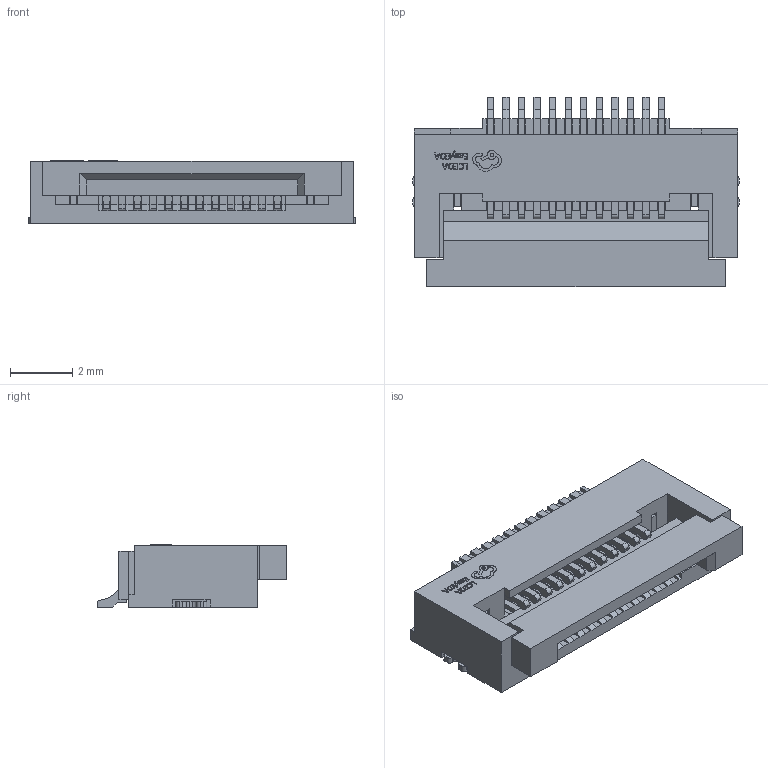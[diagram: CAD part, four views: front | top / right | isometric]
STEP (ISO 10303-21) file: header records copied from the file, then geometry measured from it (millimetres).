
FILE_DESCRIPTION(('FreeCAD Model'),'2;1');
FILE_NAME('Open CASCADE Shape Model','2025-10-30T00:35:40',(''),(''), 'Open CASCADE STEP processor 7.9','FreeCAD','Unknown');
FILE_SCHEMA(('AUTOMOTIVE_DESIGN { 1 0 10303 214 1 1 1 1 }'));
Length unit declared in the file: millimetre
Products named in the file (17): FPC-SMD_AFC01-S12FCA-00~FPC-SMD_AFC01-S12FCA-00~WwAV016; FPC-SMD_AFC01-S12FCA-00~FPC-SMD_AFC01-S12FCA-00~WwAV; FPC-SMD_AFC01-S12FCA-00~FPC-SMD_AFC01-S12FCA-00~WwAV001; FPC-SMD_AFC01-S12FCA-00~FPC-SMD_AFC01-S12FCA-00~WwAV002; FPC-SMD_AFC01-S12FCA-00~FPC-SMD_AFC01-S12FCA-00~WwAV003; FPC-SMD_AFC01-S12FCA-00~FPC-SMD_AFC01-S12FCA-00~WwAV004; FPC-SMD_AFC01-S12FCA-00~FPC-SMD_AFC01-S12FCA-00~WwAV005; FPC-SMD_AFC01-S12FCA-00~FPC-SMD_AFC01-S12FCA-00~WwAV006; FPC-SMD_AFC01-S12FCA-00~FPC-SMD_AFC01-S12FCA-00~WwAV007; FPC-SMD_AFC01-S12FCA-00~FPC-SMD_AFC01-S12FCA-00~WwAV008; FPC-SMD_AFC01-S12FCA-00~FPC-SMD_AFC01-S12FCA-00~WwAV009; FPC-SMD_AFC01-S12FCA-00~FPC-SMD_AFC01-S12FCA-00~WwAV010; FPC-SMD_AFC01-S12FCA-00~FPC-SMD_AFC01-S12FCA-00~WwAV011; FPC-SMD_AFC01-S12FCA-00~FPC-SMD_AFC01-S12FCA-00~WwAV012; FPC-SMD_AFC01-S12FCA-00~FPC-SMD_AFC01-S12FCA-00~WwAV013; FPC-SMD_AFC01-S12FCA-00~FPC-SMD_AFC01-S12FCA-00~WwAV014; FPC-SMD_AFC01-S12FCA-00~FPC-SMD_AFC01-S12FCA-00~WwAV015
Assembly tree (16 placements, depth 2):
  FPC-SMD_AFC01-S12FCA-00~FPC-SMD_AFC01-S12FCA-00~WwAV016
    FPC-SMD_AFC01-S12FCA-00~FPC-SMD_AFC01-S12FCA-00~WwAV
    FPC-SMD_AFC01-S12FCA-00~FPC-SMD_AFC01-S12FCA-00~WwAV001
    FPC-SMD_AFC01-S12FCA-00~FPC-SMD_AFC01-S12FCA-00~WwAV002
    FPC-SMD_AFC01-S12FCA-00~FPC-SMD_AFC01-S12FCA-00~WwAV003
    FPC-SMD_AFC01-S12FCA-00~FPC-SMD_AFC01-S12FCA-00~WwAV004
    FPC-SMD_AFC01-S12FCA-00~FPC-SMD_AFC01-S12FCA-00~WwAV005
    FPC-SMD_AFC01-S12FCA-00~FPC-SMD_AFC01-S12FCA-00~WwAV006
    FPC-SMD_AFC01-S12FCA-00~FPC-SMD_AFC01-S12FCA-00~WwAV007
    FPC-SMD_AFC01-S12FCA-00~FPC-SMD_AFC01-S12FCA-00~WwAV008
    FPC-SMD_AFC01-S12FCA-00~FPC-SMD_AFC01-S12FCA-00~WwAV009
    FPC-SMD_AFC01-S12FCA-00~FPC-SMD_AFC01-S12FCA-00~WwAV010
    FPC-SMD_AFC01-S12FCA-00~FPC-SMD_AFC01-S12FCA-00~WwAV011
    FPC-SMD_AFC01-S12FCA-00~FPC-SMD_AFC01-S12FCA-00~WwAV012
    FPC-SMD_AFC01-S12FCA-00~FPC-SMD_AFC01-S12FCA-00~WwAV013
    FPC-SMD_AFC01-S12FCA-00~FPC-SMD_AFC01-S12FCA-00~WwAV014
    FPC-SMD_AFC01-S12FCA-00~FPC-SMD_AFC01-S12FCA-00~WwAV015
Bounding box: 10.5 x 6.1 x 2.01 mm (x, y, z)
Volume: 71 mm3; surface area: 444.8 mm2
Topology: 16 solids, 16 shells, 1014 faces, 2870 edges, 1888 vertices
Faces by surface type: plane 784, bspline 146, cylinder 84
Entity records: 37650 total; most frequent: CARTESIAN_POINT 9399, ORIENTED_EDGE 5740, DIRECTION 4512, EDGE_CURVE 2870, LINE 2406, VECTOR 2406, VERTEX_POINT 1888, AXIS2_PLACEMENT_3D 1053
